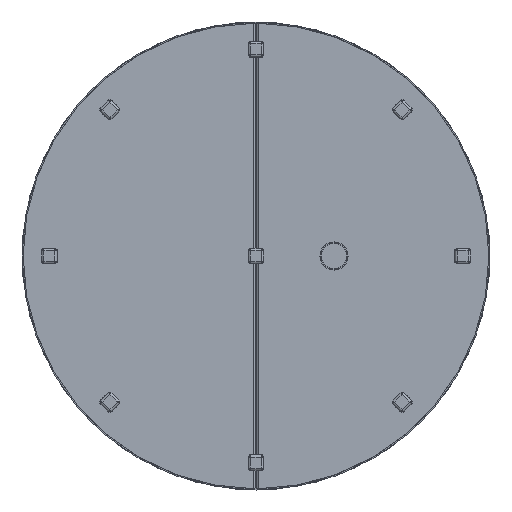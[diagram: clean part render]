
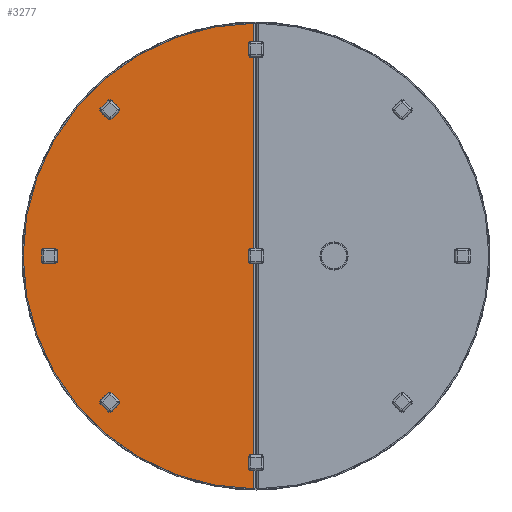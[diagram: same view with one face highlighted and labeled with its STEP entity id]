
A CAD part, front view. The second image highlights one B-rep face of the part: STEP entity #3277.
In plain terms, the highlighted planar face has unit normal (0, -1, 0).
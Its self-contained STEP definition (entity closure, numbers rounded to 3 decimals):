
#149 = AXIS2_PLACEMENT_3D ( 'NONE', #1411, #1955, #6809 ) ;
#694 = CARTESIAN_POINT ( 'NONE',  ( 0., -3., 0. ) ) ;
#1411 = CARTESIAN_POINT ( 'NONE',  ( 0., -3., 0. ) ) ;
#1677 = DIRECTION ( 'NONE',  ( 0., 1., 0. ) ) ;
#1846 = EDGE_CURVE ( 'NONE', #3000, #6361, #3684, .T. ) ;
#1955 = DIRECTION ( 'NONE',  ( 0., 1., 0. ) ) ;
#2160 = CIRCLE ( 'NONE', #149, 597. ) ;
#2387 = CARTESIAN_POINT ( 'NONE',  ( -7., -3., 596.959 ) ) ;
#3000 = VERTEX_POINT ( 'NONE', #3494 ) ;
#3277 = ADVANCED_FACE ( 'NONE', ( #4302 ), #6443, .F. ) ;
#3494 = CARTESIAN_POINT ( 'NONE',  ( -7., -3., -596.959 ) ) ;
#3684 = LINE ( 'NONE', #6410, #5441 ) ;
#3739 = ORIENTED_EDGE ( 'NONE', *, *, #1846, .T. ) ;
#3810 = DIRECTION ( 'NONE',  ( 0., 0., 1. ) ) ;
#4302 = FACE_OUTER_BOUND ( 'NONE', #5843, .T. ) ;
#4699 = DIRECTION ( 'NONE',  ( 0., 0., 1. ) ) ;
#5175 = ORIENTED_EDGE ( 'NONE', *, *, #6526, .F. ) ;
#5441 = VECTOR ( 'NONE', #4699, 1000. ) ;
#5843 = EDGE_LOOP ( 'NONE', ( #3739, #5175 ) ) ;
#6333 = AXIS2_PLACEMENT_3D ( 'NONE', #694, #1677, #3810 ) ;
#6361 = VERTEX_POINT ( 'NONE', #2387 ) ;
#6410 = CARTESIAN_POINT ( 'NONE',  ( -7., -3., -597. ) ) ;
#6443 = PLANE ( 'NONE',  #6333 ) ;
#6526 = EDGE_CURVE ( 'NONE', #3000, #6361, #2160, .T. ) ;
#6809 = DIRECTION ( 'NONE',  ( 0., 0., 1. ) ) ;
